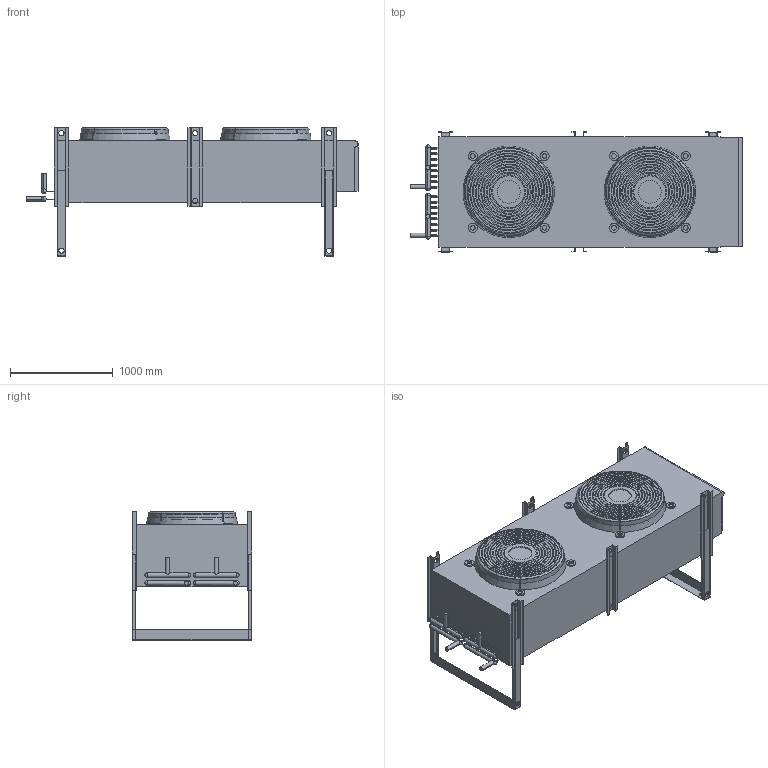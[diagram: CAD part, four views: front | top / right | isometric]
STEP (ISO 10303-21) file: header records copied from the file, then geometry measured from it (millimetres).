
FILE_DESCRIPTION(('starvars output'),'1');
FILE_NAME('cv20250326025527000054725.stp','02:55:30 2025/03/26',('Thomas Industrial Network Germany GmbH'),(' '),'Spatial InterOp 3D',' ',' ');
FILE_SCHEMA(('AUTOMOTIVE_DESIGN { 1 0 10303 214 3 1 1 }'));
Length unit declared in the file: millimetre
Products named in the file (1): 1
Bounding box: 3225.8 x 1165.22 x 1247.9 mm (x, y, z)
Volume: 1913288883.9 mm3; surface area: 18614544.1 mm2
Topology: 3 solids, 3 shells, 747 faces, 2253 edges, 1464 vertices
Faces by surface type: plane 379, cylinder 336, sphere 16, torus 8, cone 8
Entity records: 35327 total; most frequent: CARTESIAN_POINT 8435, ORIENTED_EDGE 4442, DIRECTION 4235, EDGE_CURVE 2221, VERTEX_POINT 1464, AXIS2_PLACEMENT_3D 1454, LINE 1327, VECTOR 1327
